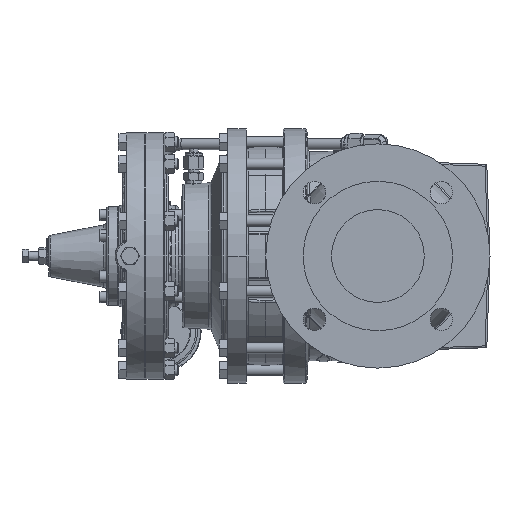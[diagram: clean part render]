
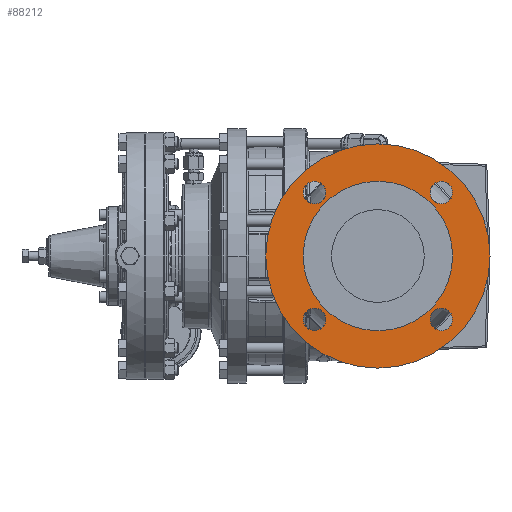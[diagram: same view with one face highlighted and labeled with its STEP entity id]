
A CAD part, left-side view. The second image highlights one B-rep face of the part: STEP entity #88212.
In plain terms, the highlighted planar face has unit normal (-1, 0, 0).
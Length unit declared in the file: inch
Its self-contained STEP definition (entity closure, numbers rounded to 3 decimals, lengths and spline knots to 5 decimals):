
#78 = DIRECTION ( 'NONE',  ( 0., 0., -1. ) ) ;
#3593 = CIRCLE ( 'NONE', #98214, 3.75 ) ;
#3942 = PLANE ( 'NONE',  #106032 ) ;
#7412 = DIRECTION ( 'NONE',  ( 1., 0., 0. ) ) ;
#12276 = AXIS2_PLACEMENT_3D ( 'NONE', #105536, #142957, #182839 ) ;
#17023 = AXIS2_PLACEMENT_3D ( 'NONE', #104082, #201902, #124671 ) ;
#18009 = CIRCLE ( 'NONE', #34427, 0.375 ) ;
#19205 = VERTEX_POINT ( 'NONE', #220999 ) ;
#19523 = ORIENTED_EDGE ( 'NONE', *, *, #34313, .T. ) ;
#22463 = AXIS2_PLACEMENT_3D ( 'NONE', #53803, #35874, #74416 ) ;
#23274 = FACE_BOUND ( 'NONE', #159229, .T. ) ;
#24743 = DIRECTION ( 'NONE',  ( 0., 0., -1. ) ) ;
#24757 = CIRCLE ( 'NONE', #12276, 0.375 ) ;
#26140 = VERTEX_POINT ( 'NONE', #120622 ) ;
#26712 = VERTEX_POINT ( 'NONE', #188993 ) ;
#27138 = DIRECTION ( 'NONE',  ( 1., 0., 0. ) ) ;
#28012 = CARTESIAN_POINT ( 'NONE',  ( -6.0315, 2.12132, 2.12132 ) ) ;
#33673 = CIRCLE ( 'NONE', #239117, 0.375 ) ;
#34313 = EDGE_CURVE ( 'NONE', #19205, #112814, #69581, .T. ) ;
#34427 = AXIS2_PLACEMENT_3D ( 'NONE', #159638, #176427, #78 ) ;
#35874 = DIRECTION ( 'NONE',  ( -1., 0., 0. ) ) ;
#40571 = DIRECTION ( 'NONE',  ( 1., 0., 0. ) ) ;
#41840 = DIRECTION ( 'NONE',  ( 0., 0., -1. ) ) ;
#46550 = DIRECTION ( 'NONE',  ( 1., 0., 0. ) ) ;
#48043 = EDGE_CURVE ( 'NONE', #164086, #240071, #18009, .T. ) ;
#53803 = CARTESIAN_POINT ( 'NONE',  ( -6.0315, 0., 0. ) ) ;
#57238 = VERTEX_POINT ( 'NONE', #73822 ) ;
#59320 = FACE_BOUND ( 'NONE', #131839, .T. ) ;
#60374 = VERTEX_POINT ( 'NONE', #202993 ) ;
#64465 = CARTESIAN_POINT ( 'NONE',  ( -6.0315, -2.12132, -2.12132 ) ) ;
#68339 = CARTESIAN_POINT ( 'NONE',  ( -6.0315, -2.12132, -1.74632 ) ) ;
#69357 = ORIENTED_EDGE ( 'NONE', *, *, #85474, .T. ) ;
#69581 = CIRCLE ( 'NONE', #184707, 0.375 ) ;
#70711 = EDGE_CURVE ( 'NONE', #112814, #19205, #116174, .T. ) ;
#73822 = CARTESIAN_POINT ( 'NONE',  ( -6.0315, 2.12132, -1.74632 ) ) ;
#74175 = CARTESIAN_POINT ( 'NONE',  ( -6.0315, 2.12132, 1.74632 ) ) ;
#74416 = DIRECTION ( 'NONE',  ( 0., 0., 1. ) ) ;
#75691 = CIRCLE ( 'NONE', #22463, 2.5 ) ;
#81717 = CIRCLE ( 'NONE', #85756, 0.375 ) ;
#82456 = FACE_BOUND ( 'NONE', #175017, .T. ) ;
#83768 = FACE_BOUND ( 'NONE', #85671, .T. ) ;
#84140 = DIRECTION ( 'NONE',  ( 1., 0., 0. ) ) ;
#85474 = EDGE_CURVE ( 'NONE', #26712, #60374, #211631, .T. ) ;
#85671 = EDGE_LOOP ( 'NONE', ( #123155, #235375 ) ) ;
#85756 = AXIS2_PLACEMENT_3D ( 'NONE', #125176, #46550, #24743 ) ;
#88212 = ADVANCED_FACE ( 'NONE', ( #83768, #100533, #59320, #82456, #23274, #217806 ), #3942, .F. ) ;
#96157 = EDGE_CURVE ( 'NONE', #252973, #26140, #3593, .T. ) ;
#98214 = AXIS2_PLACEMENT_3D ( 'NONE', #225755, #84140, #241262 ) ;
#100533 = FACE_BOUND ( 'NONE', #172721, .T. ) ;
#101420 = ORIENTED_EDGE ( 'NONE', *, *, #120232, .T. ) ;
#101778 = EDGE_CURVE ( 'NONE', #57238, #225367, #81717, .T. ) ;
#104082 = CARTESIAN_POINT ( 'NONE',  ( -6.0315, 0., 0. ) ) ;
#105536 = CARTESIAN_POINT ( 'NONE',  ( -6.0315, -2.12132, 2.12132 ) ) ;
#106032 = AXIS2_PLACEMENT_3D ( 'NONE', #220341, #159698, #238303 ) ;
#106970 = DIRECTION ( 'NONE',  ( 1., 0., 0. ) ) ;
#110795 = CARTESIAN_POINT ( 'NONE',  ( -6.0315, 0., 2.5 ) ) ;
#112813 = CARTESIAN_POINT ( 'NONE',  ( -6.0315, 0., 0. ) ) ;
#112814 = VERTEX_POINT ( 'NONE', #68339 ) ;
#116174 = CIRCLE ( 'NONE', #149129, 0.375 ) ;
#116630 = DIRECTION ( 'NONE',  ( -1., 0., 0. ) ) ;
#120232 = EDGE_CURVE ( 'NONE', #60374, #26712, #24757, .T. ) ;
#120622 = CARTESIAN_POINT ( 'NONE',  ( -6.0315, -3.75, 0. ) ) ;
#122398 = EDGE_CURVE ( 'NONE', #26140, #252973, #210261, .T. ) ;
#123155 = ORIENTED_EDGE ( 'NONE', *, *, #48043, .T. ) ;
#124671 = DIRECTION ( 'NONE',  ( 0., 0., -1. ) ) ;
#125176 = CARTESIAN_POINT ( 'NONE',  ( -6.0315, 2.12132, -2.12132 ) ) ;
#131839 = EDGE_LOOP ( 'NONE', ( #221099, #19523 ) ) ;
#134194 = CARTESIAN_POINT ( 'NONE',  ( -6.0315, 3.75, 0. ) ) ;
#134653 = DIRECTION ( 'NONE',  ( 0., 0., 1. ) ) ;
#136204 = CIRCLE ( 'NONE', #201997, 2.5 ) ;
#139269 = ORIENTED_EDGE ( 'NONE', *, *, #101778, .T. ) ;
#142553 = AXIS2_PLACEMENT_3D ( 'NONE', #166158, #106970, #188051 ) ;
#142690 = ORIENTED_EDGE ( 'NONE', *, *, #190315, .F. ) ;
#142957 = DIRECTION ( 'NONE',  ( 1., 0., 0. ) ) ;
#149129 = AXIS2_PLACEMENT_3D ( 'NONE', #64465, #27138, #239667 ) ;
#156454 = CARTESIAN_POINT ( 'NONE',  ( -6.0315, -2.12132, 2.12132 ) ) ;
#159229 = EDGE_LOOP ( 'NONE', ( #142690, #219326 ) ) ;
#159638 = CARTESIAN_POINT ( 'NONE',  ( -6.0315, 2.12132, 2.12132 ) ) ;
#159698 = DIRECTION ( 'NONE',  ( 1., 0., 0. ) ) ;
#164086 = VERTEX_POINT ( 'NONE', #169684 ) ;
#164156 = DIRECTION ( 'NONE',  ( 1., 0., 0. ) ) ;
#165754 = DIRECTION ( 'NONE',  ( 0., 0., -1. ) ) ;
#166158 = CARTESIAN_POINT ( 'NONE',  ( -6.0315, 2.12132, -2.12132 ) ) ;
#169684 = CARTESIAN_POINT ( 'NONE',  ( -6.0315, 2.12132, 2.49632 ) ) ;
#170353 = AXIS2_PLACEMENT_3D ( 'NONE', #156454, #40571, #41840 ) ;
#172721 = EDGE_LOOP ( 'NONE', ( #139269, #221382 ) ) ;
#175017 = EDGE_LOOP ( 'NONE', ( #101420, #69357 ) ) ;
#176427 = DIRECTION ( 'NONE',  ( 1., 0., 0. ) ) ;
#182294 = DIRECTION ( 'NONE',  ( 0., 0., -1. ) ) ;
#182470 = EDGE_CURVE ( 'NONE', #185705, #237310, #75691, .T. ) ;
#182839 = DIRECTION ( 'NONE',  ( 0., 0., -1. ) ) ;
#184707 = AXIS2_PLACEMENT_3D ( 'NONE', #201580, #164156, #182294 ) ;
#185705 = VERTEX_POINT ( 'NONE', #196611 ) ;
#188051 = DIRECTION ( 'NONE',  ( 0., 0., -1. ) ) ;
#188993 = CARTESIAN_POINT ( 'NONE',  ( -6.0315, -2.12132, 1.74632 ) ) ;
#190315 = EDGE_CURVE ( 'NONE', #237310, #185705, #136204, .T. ) ;
#196611 = CARTESIAN_POINT ( 'NONE',  ( -6.0315, 0., -2.5 ) ) ;
#198354 = ORIENTED_EDGE ( 'NONE', *, *, #96157, .F. ) ;
#201352 = EDGE_LOOP ( 'NONE', ( #198354, #241966 ) ) ;
#201580 = CARTESIAN_POINT ( 'NONE',  ( -6.0315, -2.12132, -2.12132 ) ) ;
#201902 = DIRECTION ( 'NONE',  ( 1., 0., 0. ) ) ;
#201997 = AXIS2_PLACEMENT_3D ( 'NONE', #112813, #116630, #134653 ) ;
#202993 = CARTESIAN_POINT ( 'NONE',  ( -6.0315, -2.12132, 2.49632 ) ) ;
#204532 = CARTESIAN_POINT ( 'NONE',  ( -6.0315, 2.12132, -2.49632 ) ) ;
#206096 = EDGE_CURVE ( 'NONE', #240071, #164086, #33673, .T. ) ;
#210261 = CIRCLE ( 'NONE', #17023, 3.75 ) ;
#211631 = CIRCLE ( 'NONE', #170353, 0.375 ) ;
#217806 = FACE_OUTER_BOUND ( 'NONE', #201352, .T. ) ;
#219326 = ORIENTED_EDGE ( 'NONE', *, *, #182470, .F. ) ;
#220341 = CARTESIAN_POINT ( 'NONE',  ( -6.0315, 0., 2.5 ) ) ;
#220999 = CARTESIAN_POINT ( 'NONE',  ( -6.0315, -2.12132, -2.49632 ) ) ;
#221099 = ORIENTED_EDGE ( 'NONE', *, *, #70711, .T. ) ;
#221382 = ORIENTED_EDGE ( 'NONE', *, *, #228993, .T. ) ;
#225367 = VERTEX_POINT ( 'NONE', #204532 ) ;
#225755 = CARTESIAN_POINT ( 'NONE',  ( -6.0315, 0., 0. ) ) ;
#228993 = EDGE_CURVE ( 'NONE', #225367, #57238, #253658, .T. ) ;
#235375 = ORIENTED_EDGE ( 'NONE', *, *, #206096, .T. ) ;
#237310 = VERTEX_POINT ( 'NONE', #110795 ) ;
#238303 = DIRECTION ( 'NONE',  ( 0., 0., -1. ) ) ;
#239117 = AXIS2_PLACEMENT_3D ( 'NONE', #28012, #7412, #165754 ) ;
#239667 = DIRECTION ( 'NONE',  ( 0., 0., -1. ) ) ;
#240071 = VERTEX_POINT ( 'NONE', #74175 ) ;
#241262 = DIRECTION ( 'NONE',  ( 0., 0., -1. ) ) ;
#241966 = ORIENTED_EDGE ( 'NONE', *, *, #122398, .F. ) ;
#252973 = VERTEX_POINT ( 'NONE', #134194 ) ;
#253658 = CIRCLE ( 'NONE', #142553, 0.375 ) ;
